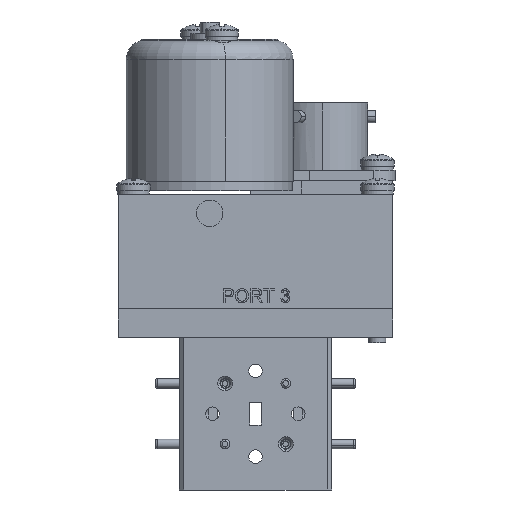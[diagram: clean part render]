
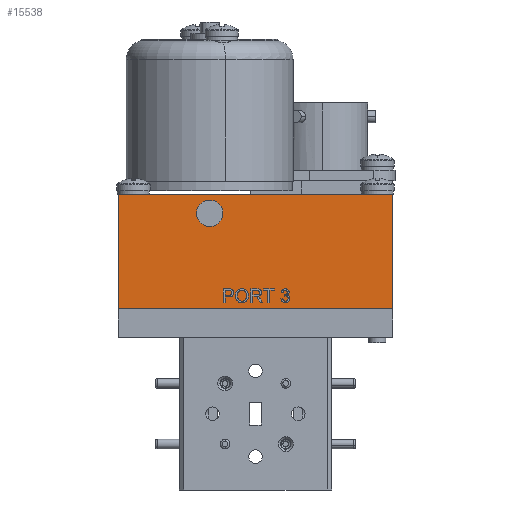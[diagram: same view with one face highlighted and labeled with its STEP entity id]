
A CAD part, front view. The second image highlights one B-rep face of the part: STEP entity #15538.
In plain terms, the highlighted planar face has unit normal (0, -1, 0).
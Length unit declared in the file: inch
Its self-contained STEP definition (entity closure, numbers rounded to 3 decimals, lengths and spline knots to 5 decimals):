
#307 = VECTOR ( 'NONE', #14034, 39.37008 ) ;
#898 = CIRCLE ( 'NONE', #21314, 0.0865 ) ;
#1390 = EDGE_CURVE ( 'NONE', #20956, #20586, #6024, .T. ) ;
#1548 = EDGE_LOOP ( 'NONE', ( #13004, #18702, #10214, #14487 ) ) ;
#1670 = DIRECTION ( 'NONE',  ( 0., 0., -1. ) ) ;
#1976 = ORIENTED_EDGE ( 'NONE', *, *, #5089, .F. ) ;
#2079 = FACE_OUTER_BOUND ( 'NONE', #1548, .T. ) ;
#2292 = AXIS2_PLACEMENT_3D ( 'NONE', #20366, #10412, #20215 ) ;
#2308 = VERTEX_POINT ( 'NONE', #16064 ) ;
#2635 = CARTESIAN_POINT ( 'NONE',  ( -0.9, -0.9, 1.189 ) ) ;
#3628 = VECTOR ( 'NONE', #1670, 39.37008 ) ;
#4588 = VECTOR ( 'NONE', #18553, 39.37008 ) ;
#4613 = EDGE_LOOP ( 'NONE', ( #1976, #9450 ) ) ;
#4616 = CARTESIAN_POINT ( 'NONE',  ( -0.9, -0.9, 1.939 ) ) ;
#5089 = EDGE_CURVE ( 'NONE', #6699, #10915, #18833, .T. ) ;
#6024 = LINE ( 'NONE', #8673, #307 ) ;
#6252 = VECTOR ( 'NONE', #10787, 39.37008 ) ;
#6699 = VERTEX_POINT ( 'NONE', #7379 ) ;
#7277 = EDGE_CURVE ( 'NONE', #10915, #6699, #898, .T. ) ;
#7379 = CARTESIAN_POINT ( 'NONE',  ( -0.2135, -0.9, 1.814 ) ) ;
#8054 = EDGE_CURVE ( 'NONE', #20174, #2308, #9591, .T. ) ;
#8559 = CARTESIAN_POINT ( 'NONE',  ( 0.9, -0.9, 1.939 ) ) ;
#8673 = CARTESIAN_POINT ( 'NONE',  ( -0.9, -0.9, 1.939 ) ) ;
#8712 = EDGE_CURVE ( 'NONE', #20956, #20174, #11621, .T. ) ;
#8859 = CARTESIAN_POINT ( 'NONE',  ( -0.9, -0.9, 1.189 ) ) ;
#9368 = PLANE ( 'NONE',  #14450 ) ;
#9450 = ORIENTED_EDGE ( 'NONE', *, *, #7277, .F. ) ;
#9488 = DIRECTION ( 'NONE',  ( 0., -1., 0. ) ) ;
#9591 = LINE ( 'NONE', #2635, #6252 ) ;
#9898 = CARTESIAN_POINT ( 'NONE',  ( -0.9, -0.9, 1.939 ) ) ;
#10214 = ORIENTED_EDGE ( 'NONE', *, *, #1390, .F. ) ;
#10412 = DIRECTION ( 'NONE',  ( 0., -1., 0. ) ) ;
#10787 = DIRECTION ( 'NONE',  ( 1., 0., 0. ) ) ;
#10915 = VERTEX_POINT ( 'NONE', #19019 ) ;
#11600 = EDGE_CURVE ( 'NONE', #20586, #2308, #15167, .T. ) ;
#11621 = LINE ( 'NONE', #9898, #3628 ) ;
#12576 = CARTESIAN_POINT ( 'NONE',  ( -0.3, -0.9, 1.814 ) ) ;
#12911 = FACE_BOUND ( 'NONE', #4613, .T. ) ;
#13004 = ORIENTED_EDGE ( 'NONE', *, *, #8054, .T. ) ;
#14034 = DIRECTION ( 'NONE',  ( 1., 0., 0. ) ) ;
#14345 = DIRECTION ( 'NONE',  ( 0., 1., 0. ) ) ;
#14450 = AXIS2_PLACEMENT_3D ( 'NONE', #4616, #14345, #16216 ) ;
#14487 = ORIENTED_EDGE ( 'NONE', *, *, #8712, .T. ) ;
#15167 = LINE ( 'NONE', #18840, #4588 ) ;
#15538 = ADVANCED_FACE ( 'NONE', ( #12911, #2079 ), #9368, .F. ) ;
#16064 = CARTESIAN_POINT ( 'NONE',  ( 0.9, -0.9, 1.189 ) ) ;
#16216 = DIRECTION ( 'NONE',  ( -1., 0., 0. ) ) ;
#18553 = DIRECTION ( 'NONE',  ( 0., 0., -1. ) ) ;
#18702 = ORIENTED_EDGE ( 'NONE', *, *, #11600, .F. ) ;
#18833 = CIRCLE ( 'NONE', #2292, 0.0865 ) ;
#18840 = CARTESIAN_POINT ( 'NONE',  ( 0.9, -0.9, 1.939 ) ) ;
#19019 = CARTESIAN_POINT ( 'NONE',  ( -0.3865, -0.9, 1.814 ) ) ;
#19177 = DIRECTION ( 'NONE',  ( 1., 0., 0. ) ) ;
#20174 = VERTEX_POINT ( 'NONE', #8859 ) ;
#20215 = DIRECTION ( 'NONE',  ( 1., 0., 0. ) ) ;
#20366 = CARTESIAN_POINT ( 'NONE',  ( -0.3, -0.9, 1.814 ) ) ;
#20586 = VERTEX_POINT ( 'NONE', #8559 ) ;
#20956 = VERTEX_POINT ( 'NONE', #21333 ) ;
#21314 = AXIS2_PLACEMENT_3D ( 'NONE', #12576, #9488, #19177 ) ;
#21333 = CARTESIAN_POINT ( 'NONE',  ( -0.9, -0.9, 1.939 ) ) ;
